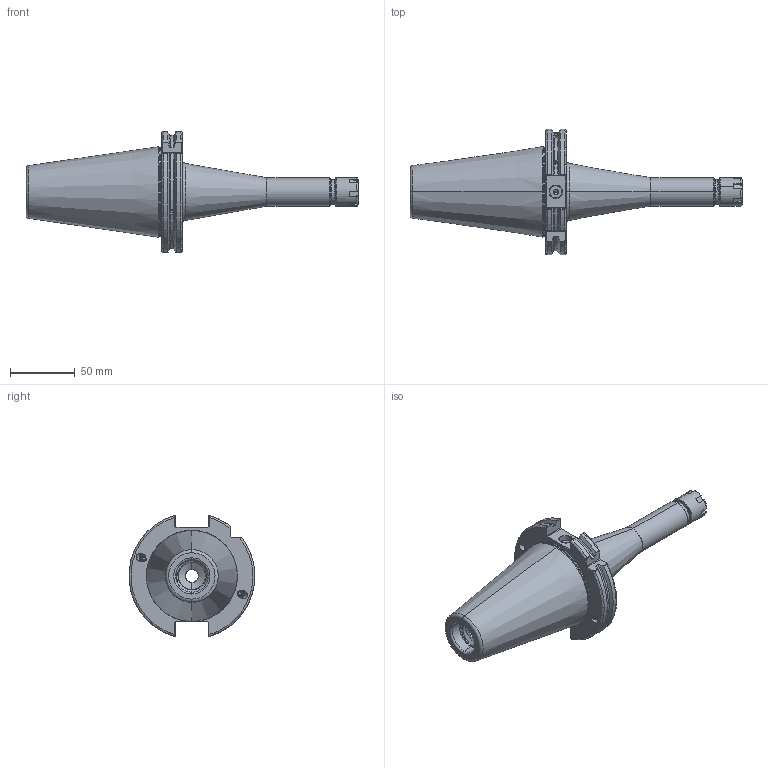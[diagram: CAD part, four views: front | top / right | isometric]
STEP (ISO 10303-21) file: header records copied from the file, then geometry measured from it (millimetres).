
FILE_DESCRIPTION (( 'STEP AP203' ), '1' );
FILE_NAME ('503.02.07.10.2.STEP', '2016-07-16T03:05:49', ( '' ), ( '' ), 'SwSTEP 2.0', 'SolidWorks 2012', '' );
FILE_SCHEMA (( 'CONFIG_CONTROL_DESIGN' ));
Length unit declared in the file: millimetre
Products named in the file (3): 2-01.300.0160180D4_ER16螺帽(M型); 503.02.07.10.2
Assembly tree (2 placements, depth 2):
  503.02.07.10.2
    503.02.07.10.2
    2-01.300.0160180D4_ER16螺帽(M型)
Bounding box: 256.95 x 97.33 x 93.81 mm (x, y, z)
Volume: 380706.1 mm3; surface area: 67010.9 mm2
Topology: 2 solids, 2 shells, 509 faces, 1375 edges, 859 vertices
Faces by surface type: cylinder 243, plane 109, torus 63, bspline 52, cone 42
Entity records: 36180 total; most frequent: CARTESIAN_POINT 24837, ORIENTED_EDGE 2718, DIRECTION 1882, EDGE_CURVE 1359, VERTEX_POINT 859, AXIS2_PLACEMENT_3D 712, EDGE_LOOP 526, ADVANCED_FACE 509
